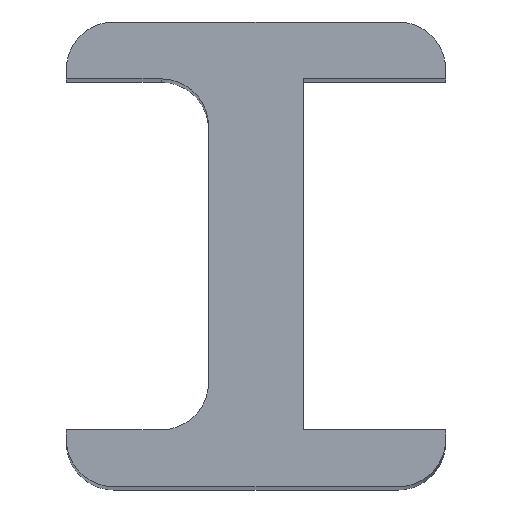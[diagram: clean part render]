
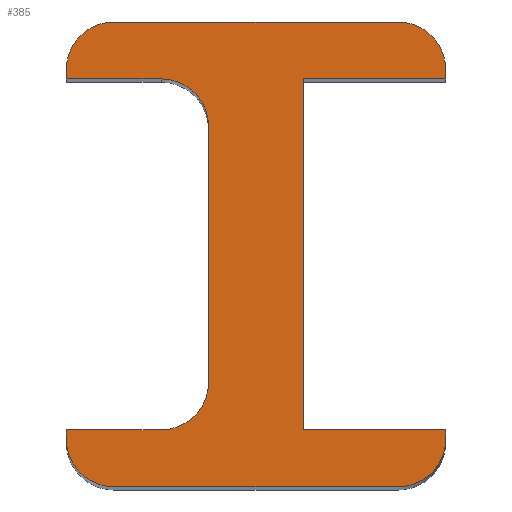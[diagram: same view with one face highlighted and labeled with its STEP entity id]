
A CAD part, top view. The second image highlights one B-rep face of the part: STEP entity #385.
In plain terms, the highlighted planar face has unit normal (0, 0, 1).
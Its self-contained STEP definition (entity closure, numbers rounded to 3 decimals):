
#13=CIRCLE($,#392,2.5);
#15=CIRCLE($,#396,2.5);
#17=CIRCLE($,#401,2.5);
#19=CIRCLE($,#405,2.5);
#21=CIRCLE($,#413,2.5);
#23=CIRCLE($,#417,2.5);
#49=FACE_OUTER_BOUND($,#69,.T.);
#69=EDGE_LOOP($,(#317,#318,#319,#320,#321,#322,#323,#324,#325,#326,#327,
#328,#329,#330,#331,#332,#333,#334));
#71=LINE($,#534,#113);
#76=LINE($,#548,#118);
#80=LINE($,#560,#122);
#83=LINE($,#566,#125);
#87=LINE($,#578,#129);
#91=LINE($,#590,#133);
#94=LINE($,#596,#136);
#97=LINE($,#602,#139);
#100=LINE($,#608,#142);
#103=LINE($,#614,#145);
#107=LINE($,#626,#149);
#111=LINE($,#637,#153);
#113=VECTOR($,#426,5.);
#118=VECTOR($,#439,13.5);
#122=VECTOR($,#451,5.);
#125=VECTOR($,#456,0.5);
#129=VECTOR($,#468,15.);
#133=VECTOR($,#480,0.5);
#136=VECTOR($,#485,7.5);
#139=VECTOR($,#490,18.5);
#142=VECTOR($,#495,7.5);
#145=VECTOR($,#500,0.5);
#149=VECTOR($,#512,15.);
#153=VECTOR($,#524,0.5);
#155=VERTEX_POINT($,#532);
#156=VERTEX_POINT($,#533);
#159=VERTEX_POINT($,#541);
#161=VERTEX_POINT($,#547);
#163=VERTEX_POINT($,#553);
#165=VERTEX_POINT($,#559);
#167=VERTEX_POINT($,#565);
#169=VERTEX_POINT($,#571);
#171=VERTEX_POINT($,#577);
#173=VERTEX_POINT($,#583);
#175=VERTEX_POINT($,#589);
#177=VERTEX_POINT($,#595);
#179=VERTEX_POINT($,#601);
#181=VERTEX_POINT($,#607);
#183=VERTEX_POINT($,#613);
#185=VERTEX_POINT($,#619);
#187=VERTEX_POINT($,#625);
#189=VERTEX_POINT($,#631);
#191=EDGE_CURVE($,#155,#156,#71,.T.);
#195=EDGE_CURVE($,#156,#159,#13,.T.);
#198=EDGE_CURVE($,#159,#161,#76,.T.);
#201=EDGE_CURVE($,#161,#163,#15,.T.);
#204=EDGE_CURVE($,#163,#165,#80,.T.);
#207=EDGE_CURVE($,#165,#167,#83,.T.);
#210=EDGE_CURVE($,#167,#169,#17,.T.);
#213=EDGE_CURVE($,#169,#171,#87,.T.);
#216=EDGE_CURVE($,#171,#173,#19,.T.);
#219=EDGE_CURVE($,#173,#175,#91,.T.);
#222=EDGE_CURVE($,#175,#177,#94,.T.);
#225=EDGE_CURVE($,#177,#179,#97,.T.);
#228=EDGE_CURVE($,#179,#181,#100,.T.);
#231=EDGE_CURVE($,#181,#183,#103,.T.);
#234=EDGE_CURVE($,#183,#185,#21,.T.);
#237=EDGE_CURVE($,#185,#187,#107,.T.);
#240=EDGE_CURVE($,#187,#189,#23,.T.);
#243=EDGE_CURVE($,#189,#155,#111,.T.);
#317=ORIENTED_EDGE($,*,*,#219,.F.);
#318=ORIENTED_EDGE($,*,*,#216,.F.);
#319=ORIENTED_EDGE($,*,*,#213,.F.);
#320=ORIENTED_EDGE($,*,*,#210,.F.);
#321=ORIENTED_EDGE($,*,*,#207,.F.);
#322=ORIENTED_EDGE($,*,*,#204,.F.);
#323=ORIENTED_EDGE($,*,*,#201,.F.);
#324=ORIENTED_EDGE($,*,*,#198,.F.);
#325=ORIENTED_EDGE($,*,*,#195,.F.);
#326=ORIENTED_EDGE($,*,*,#191,.F.);
#327=ORIENTED_EDGE($,*,*,#243,.F.);
#328=ORIENTED_EDGE($,*,*,#240,.F.);
#329=ORIENTED_EDGE($,*,*,#237,.F.);
#330=ORIENTED_EDGE($,*,*,#234,.F.);
#331=ORIENTED_EDGE($,*,*,#231,.F.);
#332=ORIENTED_EDGE($,*,*,#228,.F.);
#333=ORIENTED_EDGE($,*,*,#225,.F.);
#334=ORIENTED_EDGE($,*,*,#222,.F.);
#365=PLANE($,#420);
#385=ADVANCED_FACE($,(#49),#365,.T.);
#392=AXIS2_PLACEMENT_3D($,#542,#432,#433);
#396=AXIS2_PLACEMENT_3D($,#554,#444,#445);
#401=AXIS2_PLACEMENT_3D($,#572,#461,#462);
#405=AXIS2_PLACEMENT_3D($,#584,#473,#474);
#413=AXIS2_PLACEMENT_3D($,#620,#505,#506);
#417=AXIS2_PLACEMENT_3D($,#632,#517,#518);
#420=AXIS2_PLACEMENT_3D($,#639,#526,#527);
#426=DIRECTION($,(1.,0.,0.));
#432=DIRECTION('center_axis',(0.,0.,1.));
#433=DIRECTION('ref_axis',(0.,1.,0.));
#439=DIRECTION($,(0.,1.,0.));
#444=DIRECTION('center_axis',(0.,0.,1.));
#445=DIRECTION('ref_axis',(-1.,0.,0.));
#451=DIRECTION($,(-1.,0.,0.));
#456=DIRECTION($,(0.,1.,0.));
#461=DIRECTION('center_axis',(0.,0.,-1.));
#462=DIRECTION('ref_axis',(0.,1.,0.));
#468=DIRECTION($,(1.,0.,0.));
#473=DIRECTION('center_axis',(0.,0.,-1.));
#474=DIRECTION('ref_axis',(1.,0.,0.));
#480=DIRECTION($,(0.,-1.,0.));
#485=DIRECTION($,(-1.,0.,0.));
#490=DIRECTION($,(0.,-1.,0.));
#495=DIRECTION($,(1.,0.,0.));
#500=DIRECTION($,(0.,-1.,0.));
#505=DIRECTION('center_axis',(0.,0.,-1.));
#506=DIRECTION('ref_axis',(0.,-1.,0.));
#512=DIRECTION($,(-1.,0.,0.));
#517=DIRECTION('center_axis',(0.,0.,-1.));
#518=DIRECTION('ref_axis',(-1.,0.,0.));
#524=DIRECTION($,(0.,1.,0.));
#526=DIRECTION('center_axis',(0.,0.,1.));
#527=DIRECTION('ref_axis',(1.,0.,0.));
#532=CARTESIAN_POINT('',(-10.,-9.25,100.));
#533=CARTESIAN_POINT('',(-5.,-9.25,100.));
#534=CARTESIAN_POINT($,(-5.,-9.25,100.));
#541=CARTESIAN_POINT('',(-2.5,-6.75,100.));
#542=CARTESIAN_POINT('Origin',(-5.,-6.75,100.));
#547=CARTESIAN_POINT('',(-2.5,6.75,100.));
#548=CARTESIAN_POINT($,(-2.5,-3.375,100.));
#553=CARTESIAN_POINT('',(-5.,9.25,100.));
#554=CARTESIAN_POINT('Origin',(-5.,6.75,100.));
#559=CARTESIAN_POINT('',(-10.,9.25,100.));
#560=CARTESIAN_POINT($,(-2.5,9.25,100.));
#565=CARTESIAN_POINT('',(-10.,9.75,100.));
#566=CARTESIAN_POINT($,(-10.,4.625,100.));
#571=CARTESIAN_POINT('',(-7.5,12.25,100.));
#572=CARTESIAN_POINT('Origin',(-7.5,9.75,100.));
#577=CARTESIAN_POINT('',(7.5,12.25,100.));
#578=CARTESIAN_POINT($,(-3.75,12.25,100.));
#583=CARTESIAN_POINT('',(10.,9.75,100.));
#584=CARTESIAN_POINT('Origin',(7.5,9.75,100.));
#589=CARTESIAN_POINT('',(10.,9.25,100.));
#590=CARTESIAN_POINT($,(10.,4.875,100.));
#595=CARTESIAN_POINT('',(2.5,9.25,100.));
#596=CARTESIAN_POINT($,(5.,9.25,100.));
#601=CARTESIAN_POINT('',(2.5,-9.25,100.));
#602=CARTESIAN_POINT($,(2.5,4.625,100.));
#607=CARTESIAN_POINT('',(10.,-9.25,100.));
#608=CARTESIAN_POINT($,(1.25,-9.25,100.));
#613=CARTESIAN_POINT('',(10.,-9.75,100.));
#614=CARTESIAN_POINT($,(10.,-4.625,100.));
#619=CARTESIAN_POINT('',(7.5,-12.25,100.));
#620=CARTESIAN_POINT('Origin',(7.5,-9.75,100.));
#625=CARTESIAN_POINT('',(-7.5,-12.25,100.));
#626=CARTESIAN_POINT($,(3.75,-12.25,100.));
#631=CARTESIAN_POINT('',(-10.,-9.75,100.));
#632=CARTESIAN_POINT('Origin',(-7.5,-9.75,100.));
#637=CARTESIAN_POINT($,(-10.,-4.875,100.));
#639=CARTESIAN_POINT('Origin',(0.,0.,100.));
